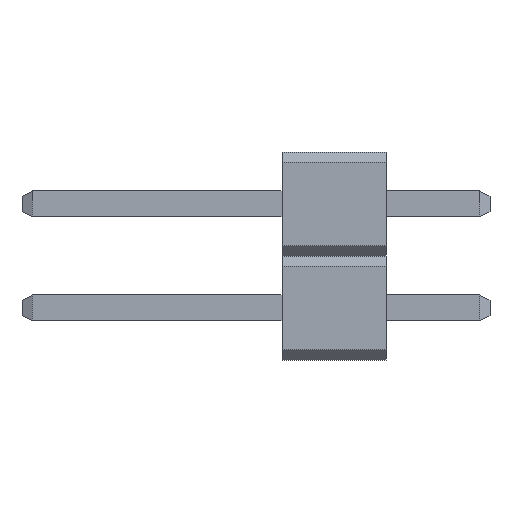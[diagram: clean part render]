
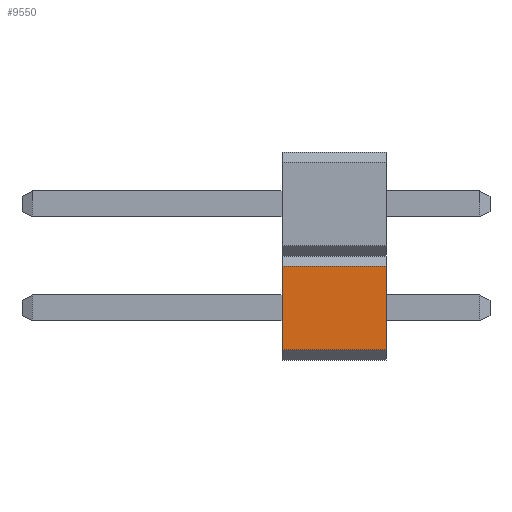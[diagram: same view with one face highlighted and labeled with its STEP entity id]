
A CAD part, left-side view. The second image highlights one B-rep face of the part: STEP entity #9550.
In plain terms, the highlighted planar face has unit normal (-1, 0, 0).
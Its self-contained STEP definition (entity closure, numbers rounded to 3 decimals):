
#660 = CARTESIAN_POINT ( 'NONE',  ( -1., 2., 0.8 ) ) ;
#933 = CARTESIAN_POINT ( 'NONE',  ( -1., 0., -0.8 ) ) ;
#1084 = FACE_OUTER_BOUND ( 'NONE', #8700, .T. ) ;
#1313 = PLANE ( 'NONE',  #8053 ) ;
#1342 = VERTEX_POINT ( 'NONE', #933 ) ;
#1452 = EDGE_CURVE ( 'NONE', #9205, #7556, #8436, .T. ) ;
#1801 = DIRECTION ( 'NONE',  ( 0., 0., 1. ) ) ;
#1939 = ORIENTED_EDGE ( 'NONE', *, *, #3819, .T. ) ;
#2495 = CARTESIAN_POINT ( 'NONE',  ( -1., 2., -0.8 ) ) ;
#2785 = DIRECTION ( 'NONE',  ( 0., -1., 0. ) ) ;
#3573 = CARTESIAN_POINT ( 'NONE',  ( -1., 0., 0.8 ) ) ;
#3819 = EDGE_CURVE ( 'NONE', #1342, #4748, #5317, .T. ) ;
#4076 = DIRECTION ( 'NONE',  ( 0., 0., 1. ) ) ;
#4748 = VERTEX_POINT ( 'NONE', #6052 ) ;
#4923 = CARTESIAN_POINT ( 'NONE',  ( -1., 2., -0.8 ) ) ;
#5317 = LINE ( 'NONE', #3573, #8748 ) ;
#5640 = ORIENTED_EDGE ( 'NONE', *, *, #9814, .T. ) ;
#5652 = DIRECTION ( 'NONE',  ( 0., 0., -1. ) ) ;
#5860 = LINE ( 'NONE', #2495, #8064 ) ;
#6052 = CARTESIAN_POINT ( 'NONE',  ( -1., 0., 0.8 ) ) ;
#6459 = ORIENTED_EDGE ( 'NONE', *, *, #1452, .F. ) ;
#7095 = CARTESIAN_POINT ( 'NONE',  ( -1., 2., 0.8 ) ) ;
#7556 = VERTEX_POINT ( 'NONE', #660 ) ;
#7915 = LINE ( 'NONE', #10501, #8433 ) ;
#8053 = AXIS2_PLACEMENT_3D ( 'NONE', #7095, #10379, #5652 ) ;
#8064 = VECTOR ( 'NONE', #11114, 1000. ) ;
#8433 = VECTOR ( 'NONE', #2785, 1000. ) ;
#8436 = LINE ( 'NONE', #10016, #9366 ) ;
#8700 = EDGE_LOOP ( 'NONE', ( #1939, #8910, #6459, #5640 ) ) ;
#8748 = VECTOR ( 'NONE', #1801, 1000. ) ;
#8910 = ORIENTED_EDGE ( 'NONE', *, *, #9285, .F. ) ;
#9205 = VERTEX_POINT ( 'NONE', #4923 ) ;
#9285 = EDGE_CURVE ( 'NONE', #7556, #4748, #7915, .T. ) ;
#9366 = VECTOR ( 'NONE', #4076, 1000. ) ;
#9550 = ADVANCED_FACE ( 'NONE', ( #1084 ), #1313, .F. ) ;
#9814 = EDGE_CURVE ( 'NONE', #9205, #1342, #5860, .T. ) ;
#10016 = CARTESIAN_POINT ( 'NONE',  ( -1., 2., 0.8 ) ) ;
#10379 = DIRECTION ( 'NONE',  ( 1., 0., 0. ) ) ;
#10501 = CARTESIAN_POINT ( 'NONE',  ( -1., 2., 0.8 ) ) ;
#11114 = DIRECTION ( 'NONE',  ( 0., -1., 0. ) ) ;
